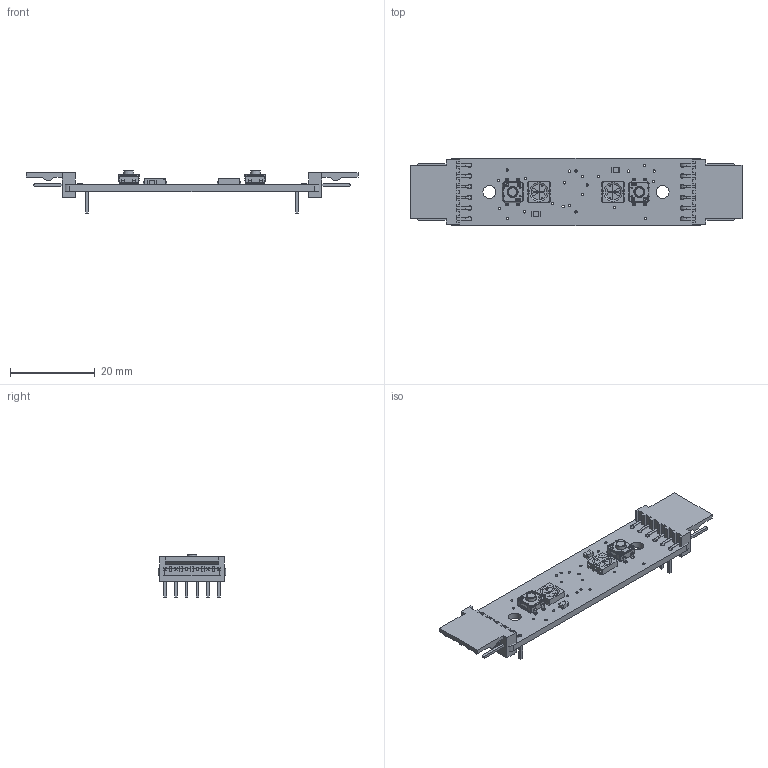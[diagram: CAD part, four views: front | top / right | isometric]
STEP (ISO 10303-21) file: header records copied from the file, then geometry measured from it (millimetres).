
FILE_DESCRIPTION(('Open CASCADE Model'),'2;1');
FILE_NAME('Open CASCADE Shape Model','2018-04-05T01:42:20',('Author'),( 'Open CASCADE'),'Open CASCADE STEP processor 6.7','Open CASCADE 6.7' ,'Unknown');
FILE_SCHEMA(('AUTOMOTIVE_DESIGN_CC2 { 1 2 10303 214 -1 1 5 4 }'));
Length unit declared in the file: millimetre
Products named in the file (10): SteeringX2018_29499; PCB; 7914G; 0805; WS2812B; 7395-06; trace
Assembly tree (9 placements, depth 2):
  SteeringX2018_29499
    PCB
    7914G  x2
    0805  x2
    WS2812B  x2
    7395-06  x2
  trace
  trace
  trace
  trace
Bounding box: 78.56 x 16 x 10.2 mm (x, y, z)
Volume: 2479.2 mm3; surface area: 4600.3 mm2
Topology: 33 solids, 51 shells, 1505 faces, 3829 edges, 2506 vertices
Faces by surface type: plane 1304, cylinder 185, torus 10, cone 6
Full cylindrical faces by diameter (mm): 0.55 x23, 1.016 x12, 1.27 x2, 2.591 x2, 3.05 x2
Entity records: 61703 total; most frequent: CARTESIAN_POINT 16787, DIRECTION 7263, LINE 5100, VECTOR 5100, ORIENTED_EDGE 3938, PCURVE 3938, DEFINITIONAL_REPRESENTATION 3938, EDGE_CURVE 1969
